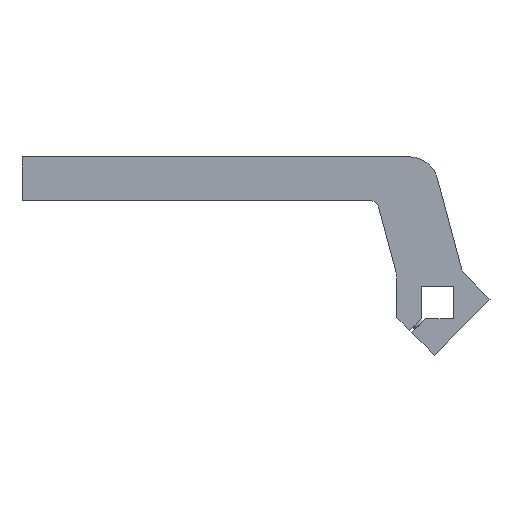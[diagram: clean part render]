
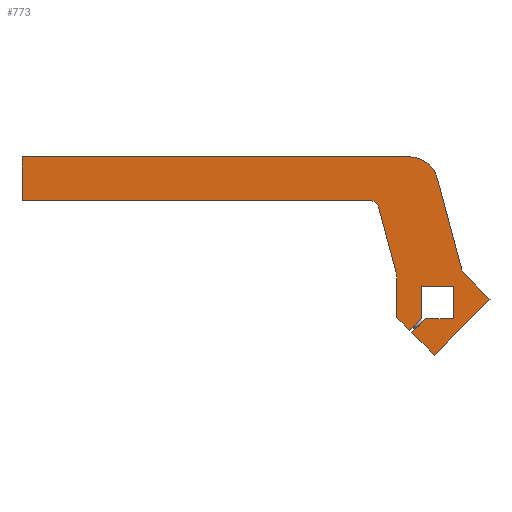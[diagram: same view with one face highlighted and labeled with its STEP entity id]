
A CAD part, left-side view. The second image highlights one B-rep face of the part: STEP entity #773.
In plain terms, the highlighted planar face has unit normal (-1, 0, 0).
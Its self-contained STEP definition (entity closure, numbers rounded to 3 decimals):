
#51=PLANE('',#854);
#73=FACE_OUTER_BOUND('',#126,.T.);
#126=EDGE_LOOP('',(#576,#577,#578,#579,#580,#581,#582,#583,#584,#585,#586,
#587,#588,#589,#590,#591,#592,#593,#594,#595));
#175=LINE('',#1139,#243);
#180=LINE('',#1154,#248);
#186=LINE('',#1199,#254);
#190=LINE('',#1211,#258);
#191=LINE('',#1214,#259);
#192=LINE('',#1215,#260);
#193=LINE('',#1217,#261);
#194=LINE('',#1219,#262);
#195=LINE('',#1221,#263);
#196=LINE('',#1223,#264);
#197=LINE('',#1225,#265);
#198=LINE('',#1227,#266);
#199=LINE('',#1229,#267);
#200=LINE('',#1231,#268);
#201=LINE('',#1233,#269);
#202=LINE('',#1234,#270);
#243=VECTOR('',#913,10.);
#248=VECTOR('',#926,10.);
#254=VECTOR('',#970,10.);
#258=VECTOR('',#982,10.);
#259=VECTOR('',#985,10.);
#260=VECTOR('',#986,10.);
#261=VECTOR('',#987,10.);
#262=VECTOR('',#988,10.);
#263=VECTOR('',#989,10.);
#264=VECTOR('',#990,10.);
#265=VECTOR('',#991,10.);
#266=VECTOR('',#992,10.);
#267=VECTOR('',#993,10.);
#268=VECTOR('',#994,10.);
#269=VECTOR('',#995,10.);
#270=VECTOR('',#996,10.);
#309=CIRCLE('',#824,6.);
#311=CIRCLE('',#828,6.);
#328=CIRCLE('',#847,20.);
#330=CIRCLE('',#851,20.);
#349=VERTEX_POINT('',#1129);
#350=VERTEX_POINT('',#1130);
#353=VERTEX_POINT('',#1138);
#355=VERTEX_POINT('',#1144);
#356=VERTEX_POINT('',#1145);
#359=VERTEX_POINT('',#1153);
#376=VERTEX_POINT('',#1189);
#377=VERTEX_POINT('',#1190);
#380=VERTEX_POINT('',#1201);
#381=VERTEX_POINT('',#1202);
#384=VERTEX_POINT('',#1213);
#385=VERTEX_POINT('',#1216);
#386=VERTEX_POINT('',#1218);
#387=VERTEX_POINT('',#1220);
#388=VERTEX_POINT('',#1222);
#389=VERTEX_POINT('',#1224);
#390=VERTEX_POINT('',#1226);
#391=VERTEX_POINT('',#1228);
#392=VERTEX_POINT('',#1230);
#393=VERTEX_POINT('',#1232);
#421=EDGE_CURVE('',#349,#350,#309,.T.);
#425=EDGE_CURVE('',#353,#350,#175,.T.);
#428=EDGE_CURVE('',#355,#356,#311,.T.);
#432=EDGE_CURVE('',#359,#356,#180,.T.);
#450=EDGE_CURVE('',#376,#377,#328,.T.);
#455=EDGE_CURVE('',#355,#377,#186,.T.);
#456=EDGE_CURVE('',#380,#381,#330,.T.);
#461=EDGE_CURVE('',#349,#381,#190,.T.);
#462=EDGE_CURVE('',#380,#384,#191,.T.);
#463=EDGE_CURVE('',#384,#359,#192,.T.);
#464=EDGE_CURVE('',#376,#385,#193,.T.);
#465=EDGE_CURVE('',#385,#386,#194,.T.);
#466=EDGE_CURVE('',#386,#387,#195,.T.);
#467=EDGE_CURVE('',#387,#388,#196,.T.);
#468=EDGE_CURVE('',#388,#389,#197,.T.);
#469=EDGE_CURVE('',#389,#390,#198,.T.);
#470=EDGE_CURVE('',#390,#391,#199,.T.);
#471=EDGE_CURVE('',#391,#392,#200,.T.);
#472=EDGE_CURVE('',#392,#393,#201,.T.);
#473=EDGE_CURVE('',#393,#353,#202,.T.);
#576=ORIENTED_EDGE('',*,*,#456,.F.);
#577=ORIENTED_EDGE('',*,*,#462,.T.);
#578=ORIENTED_EDGE('',*,*,#463,.T.);
#579=ORIENTED_EDGE('',*,*,#432,.T.);
#580=ORIENTED_EDGE('',*,*,#428,.F.);
#581=ORIENTED_EDGE('',*,*,#455,.T.);
#582=ORIENTED_EDGE('',*,*,#450,.F.);
#583=ORIENTED_EDGE('',*,*,#464,.T.);
#584=ORIENTED_EDGE('',*,*,#465,.T.);
#585=ORIENTED_EDGE('',*,*,#466,.T.);
#586=ORIENTED_EDGE('',*,*,#467,.T.);
#587=ORIENTED_EDGE('',*,*,#468,.T.);
#588=ORIENTED_EDGE('',*,*,#469,.T.);
#589=ORIENTED_EDGE('',*,*,#470,.T.);
#590=ORIENTED_EDGE('',*,*,#471,.T.);
#591=ORIENTED_EDGE('',*,*,#472,.T.);
#592=ORIENTED_EDGE('',*,*,#473,.T.);
#593=ORIENTED_EDGE('',*,*,#425,.T.);
#594=ORIENTED_EDGE('',*,*,#421,.F.);
#595=ORIENTED_EDGE('',*,*,#461,.T.);
#773=ADVANCED_FACE('',(#73),#51,.T.);
#824=AXIS2_PLACEMENT_3D('',#1131,#905,#906);
#828=AXIS2_PLACEMENT_3D('',#1146,#918,#919);
#847=AXIS2_PLACEMENT_3D('',#1191,#961,#962);
#851=AXIS2_PLACEMENT_3D('',#1203,#973,#974);
#854=AXIS2_PLACEMENT_3D('',#1212,#983,#984);
#905=DIRECTION('center_axis',(-1.,0.,0.));
#906=DIRECTION('ref_axis',(0.,0.866,-0.5));
#913=DIRECTION('',(0.,0.707,0.707));
#918=DIRECTION('center_axis',(-1.,0.,0.));
#919=DIRECTION('ref_axis',(0.,-0.609,0.793));
#926=DIRECTION('',(0.,-1.,0.));
#961=DIRECTION('center_axis',(-1.,0.,0.));
#962=DIRECTION('ref_axis',(0.,-0.991,0.131));
#970=DIRECTION('',(0.,-0.259,-0.966));
#973=DIRECTION('center_axis',(1.,0.,0.));
#974=DIRECTION('ref_axis',(0.,-0.609,0.793));
#982=DIRECTION('',(0.,0.259,0.966));
#983=DIRECTION('center_axis',(-1.,0.,0.));
#984=DIRECTION('ref_axis',(0.,0.,1.));
#985=DIRECTION('',(0.,1.,0.));
#986=DIRECTION('',(0.,0.,-1.));
#987=DIRECTION('',(0.,0.,-1.));
#988=DIRECTION('',(0.,-0.707,-0.707));
#989=DIRECTION('',(0.,-0.707,0.707));
#990=DIRECTION('',(0.,0.,1.));
#991=DIRECTION('',(0.,-1.,0.));
#992=DIRECTION('',(0.,0.,-1.));
#993=DIRECTION('',(0.,1.,0.));
#994=DIRECTION('',(0.,0.707,-0.707));
#995=DIRECTION('',(0.,-0.707,-0.707));
#996=DIRECTION('',(0.,-0.707,0.707));
#1129=CARTESIAN_POINT('',(-12.5,-16.72,22.6));
#1130=CARTESIAN_POINT('',(-12.5,-18.273,19.91));
#1131=CARTESIAN_POINT('Origin',(-12.5,-22.516,24.153));
#1138=CARTESIAN_POINT('',(-12.5,-36.062,2.121));
#1139=CARTESIAN_POINT('',(-12.5,-19.092,19.092));
#1144=CARTESIAN_POINT('',(-12.5,40.341,65.553));
#1145=CARTESIAN_POINT('',(-12.5,46.136,70.));
#1146=CARTESIAN_POINT('Origin',(-12.5,46.136,64.));
#1153=CARTESIAN_POINT('',(-12.5,285.,70.));
#1154=CARTESIAN_POINT('',(-12.5,41.533,70.));
#1189=CARTESIAN_POINT('',(-12.5,28.,16.863));
#1190=CARTESIAN_POINT('',(-12.5,28.681,22.039));
#1191=CARTESIAN_POINT('Origin',(-12.5,48.,16.863));
#1199=CARTESIAN_POINT('',(-12.5,28.,19.496));
#1201=CARTESIAN_POINT('',(-12.5,19.365,100.));
#1202=CARTESIAN_POINT('',(-12.5,0.047,85.176));
#1203=CARTESIAN_POINT('Origin',(-12.5,19.365,80.));
#1211=CARTESIAN_POINT('',(-12.5,4.019,100.));
#1212=CARTESIAN_POINT('Origin',(-12.5,114.325,69.001));
#1213=CARTESIAN_POINT('',(-12.5,285.,100.));
#1214=CARTESIAN_POINT('',(-12.5,285.,100.));
#1215=CARTESIAN_POINT('',(-12.5,285.,70.));
#1216=CARTESIAN_POINT('',(-12.5,28.,-10.184));
#1217=CARTESIAN_POINT('',(-12.5,28.,-10.184));
#1218=CARTESIAN_POINT('',(-12.5,19.092,-19.092));
#1219=CARTESIAN_POINT('',(-12.5,19.092,-19.092));
#1220=CARTESIAN_POINT('',(-12.5,11.,-11.));
#1221=CARTESIAN_POINT('',(-12.5,29.008,-29.008));
#1222=CARTESIAN_POINT('',(-12.5,11.,11.));
#1223=CARTESIAN_POINT('',(-12.5,11.,11.));
#1224=CARTESIAN_POINT('',(-12.5,-11.,11.));
#1225=CARTESIAN_POINT('',(-12.5,-11.,11.));
#1226=CARTESIAN_POINT('',(-12.5,-11.,-11.));
#1227=CARTESIAN_POINT('',(-12.5,-11.,40.001));
#1228=CARTESIAN_POINT('',(-12.5,8.172,-11.));
#1229=CARTESIAN_POINT('',(-12.5,51.662,-11.));
#1230=CARTESIAN_POINT('',(-12.5,17.678,-20.506));
#1231=CARTESIAN_POINT('',(-12.5,14.709,-17.538));
#1232=CARTESIAN_POINT('',(-12.5,2.121,-36.062));
#1233=CARTESIAN_POINT('',(-12.5,19.092,-19.092));
#1234=CARTESIAN_POINT('',(-12.5,-36.062,2.121));
